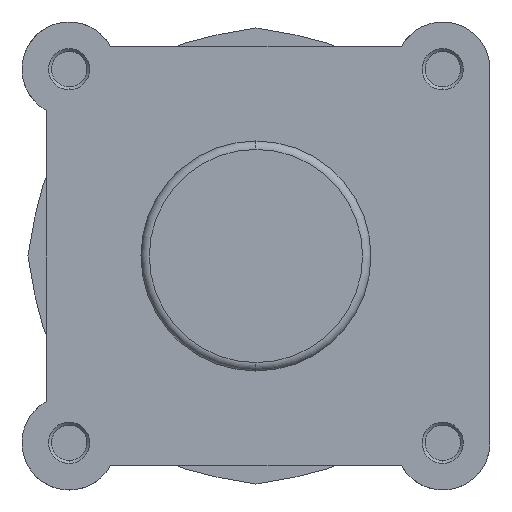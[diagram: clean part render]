
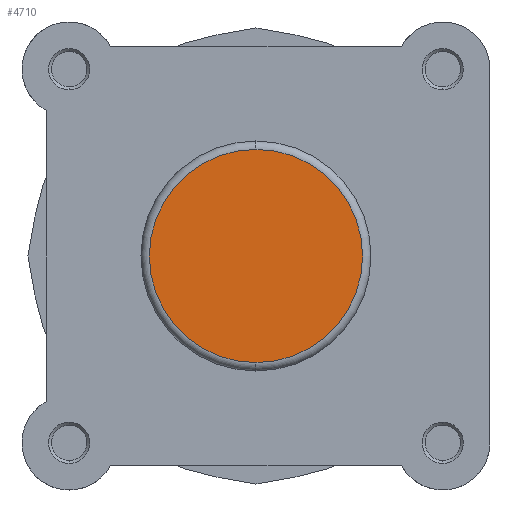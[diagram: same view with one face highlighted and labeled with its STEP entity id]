
A CAD part, left-side view. The second image highlights one B-rep face of the part: STEP entity #4710.
In plain terms, the highlighted planar face has unit normal (-1, 0, 0).
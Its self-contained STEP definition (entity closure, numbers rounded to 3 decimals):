
#264 = FACE_OUTER_BOUND ( 'NONE', #2642, .T. ) ;
#926 = CIRCLE ( 'NONE', #4329, 25.4 ) ;
#1082 = CIRCLE ( 'NONE', #4286, 25.4 ) ;
#1540 = CARTESIAN_POINT ( 'NONE',  ( 0., 0., 0. ) ) ;
#1541 = PLANE ( 'NONE',  #4440 ) ;
#1542 = DIRECTION ( 'NONE',  ( 1., 0., 0. ) ) ;
#1543 = DIRECTION ( 'NONE',  ( 0., 0., -1. ) ) ;
#2383 = CARTESIAN_POINT ( 'NONE',  ( 0., 0., 25.4 ) ) ;
#2417 = CARTESIAN_POINT ( 'NONE',  ( 0., 0., -25.4 ) ) ;
#2642 = EDGE_LOOP ( 'NONE', ( #2775, #2774 ) ) ;
#2774 = ORIENTED_EDGE ( 'NONE', *, *, #4000, .T. ) ;
#2775 = ORIENTED_EDGE ( 'NONE', *, *, #3921, .T. ) ;
#3921 = EDGE_CURVE ( 'NONE', #5050, #5016, #1082, .T. ) ;
#4000 = EDGE_CURVE ( 'NONE', #5016, #5050, #926, .T. ) ;
#4286 = AXIS2_PLACEMENT_3D ( 'NONE', #5728, #5729, #5730 ) ;
#4329 = AXIS2_PLACEMENT_3D ( 'NONE', #5931, #5932, #5933 ) ;
#4440 = AXIS2_PLACEMENT_3D ( 'NONE', #1540, #1542, #1543 ) ;
#4710 = ADVANCED_FACE ( 'NONE', ( #264 ), #1541, .F. ) ;
#5016 = VERTEX_POINT ( 'NONE', #2383 ) ;
#5050 = VERTEX_POINT ( 'NONE', #2417 ) ;
#5728 = CARTESIAN_POINT ( 'NONE',  ( 0., 0., 0. ) ) ;
#5729 = DIRECTION ( 'NONE',  ( -1., 0., 0. ) ) ;
#5730 = DIRECTION ( 'NONE',  ( 0., 0., -1. ) ) ;
#5931 = CARTESIAN_POINT ( 'NONE',  ( 0., 0., 0. ) ) ;
#5932 = DIRECTION ( 'NONE',  ( -1., 0., 0. ) ) ;
#5933 = DIRECTION ( 'NONE',  ( 0., 0., -1. ) ) ;
